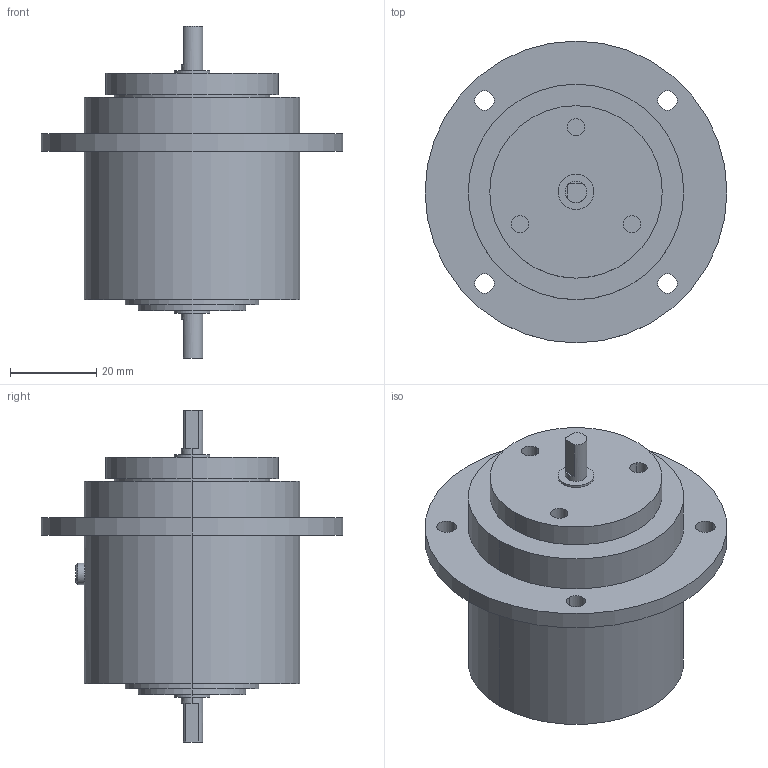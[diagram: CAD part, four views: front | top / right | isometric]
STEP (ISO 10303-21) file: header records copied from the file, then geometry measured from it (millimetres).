
FILE_DESCRIPTION (( 'STEP AP203' ), '1' );
FILE_NAME ('OPC 5N_25244800.STEP', '2016-03-04T00:23:03', ( ' ' ), ( '' ), 'SwSTEP 2.0', 'SolidWorks 2009', '' );
FILE_SCHEMA (( 'CONFIG_CONTROL_DESIGN' ));
Length unit declared in the file: millimetre
Products named in the file (1): OPC 5N_25244800
Bounding box: 70 x 70 x 77 mm (x, y, z)
Volume: 108193.7 mm3; surface area: 17377.4 mm2
Topology: 1 solids, 1 shells, 64 faces, 142 edges, 94 vertices
Faces by surface type: cylinder 38, plane 24, cone 2
Entity records: 1967 total; most frequent: CARTESIAN_POINT 365, DIRECTION 354, ORIENTED_EDGE 284, AXIS2_PLACEMENT_3D 149, EDGE_CURVE 142, VERTEX_POINT 94, EDGE_LOOP 86, CIRCLE 84
